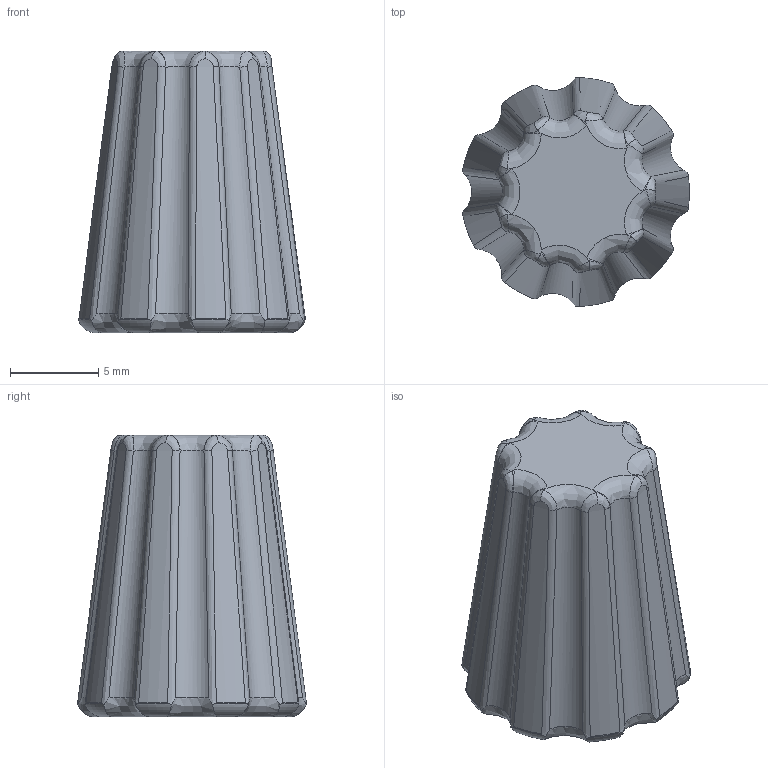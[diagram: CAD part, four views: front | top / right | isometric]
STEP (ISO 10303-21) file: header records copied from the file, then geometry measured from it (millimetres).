
FILE_DESCRIPTION(('STEP AP203'), '1');
FILE_NAME('ðó÷êà', '', ('UNSPECIFIED'), ('UNSPECIFIED'), 'C3D Converter', 'C3D Toolkit', '');
FILE_SCHEMA(('CONFIG_CONTROL_DESIGN'));
Length unit declared in the file: millimetre
Bounding box: 12.86 x 12.99 x 16 mm (x, y, z)
Volume: 1234.7 mm3; surface area: 880.1 mm2
Topology: 1 solids, 1 shells, 104 faces, 275 edges, 174 vertices
Faces by surface type: bspline 72, torus 19, cone 9, plane 3, cylinder 1
Full cylindrical faces by diameter (mm): 5.7 x1
Entity records: 13099 total; most frequent: CARTESIAN_POINT 10342, ORIENTED_EDGE 546, EDGE_CURVE 273, B_SPLINE_CURVE_WITH_KNOTS 240, VERTEX_POINT 174, DIRECTION 132, EDGE_LOOP 107, COLOUR_RGB 105
